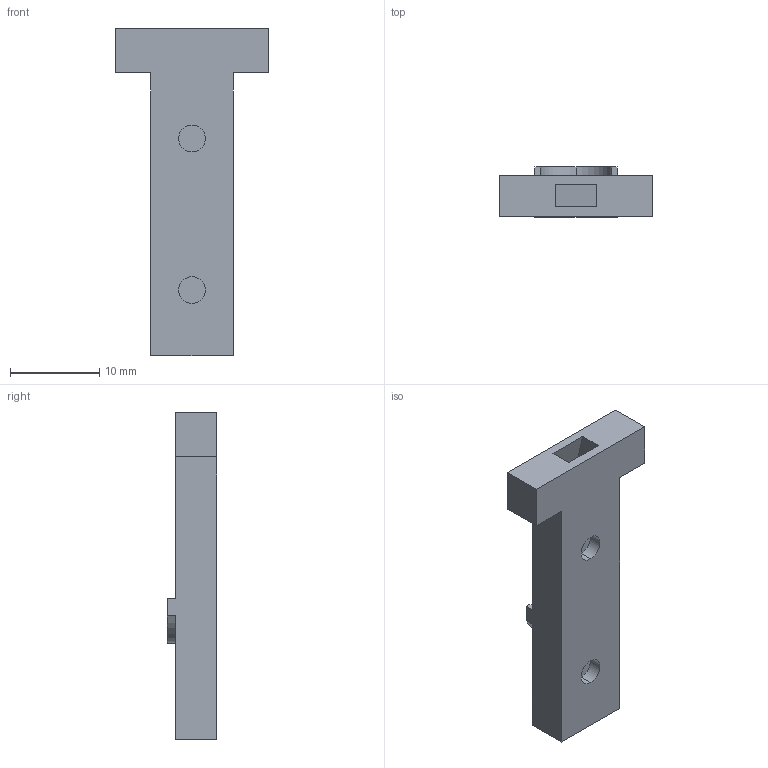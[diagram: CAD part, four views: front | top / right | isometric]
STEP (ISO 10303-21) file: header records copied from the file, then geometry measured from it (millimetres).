
FILE_DESCRIPTION (( 'STEP AP214' ), '1' );
FILE_NAME ('connector_left_Leveling.STEP', '2021-08-29T08:39:26', ( '' ), ( '' ), 'SwSTEP 2.0', 'SolidWorks 2020', '' );
FILE_SCHEMA (( 'AUTOMOTIVE_DESIGN' ));
Length unit declared in the file: millimetre
Products named in the file (1): connector_left_Leveling
Bounding box: 17.2 x 5.6 x 36.7 mm (x, y, z)
Volume: 1558.6 mm3; surface area: 1401.4 mm2
Topology: 1 solids, 1 shells, 32 faces, 82 edges, 54 vertices
Faces by surface type: plane 24, cylinder 8
Entity records: 1004 total; most frequent: CARTESIAN_POINT 169, DIRECTION 164, ORIENTED_EDGE 164, EDGE_CURVE 82, LINE 66, VECTOR 66, VERTEX_POINT 54, AXIS2_PLACEMENT_3D 49
